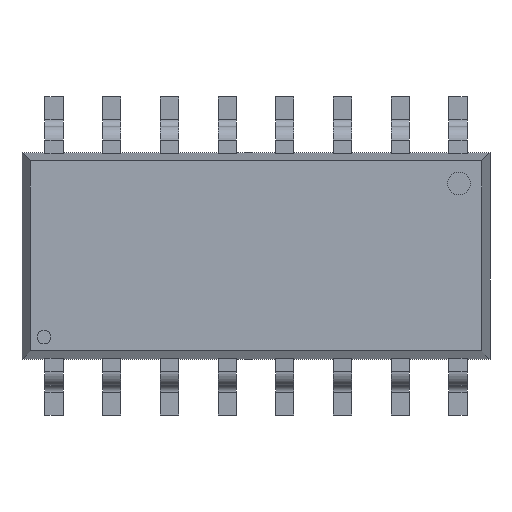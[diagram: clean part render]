
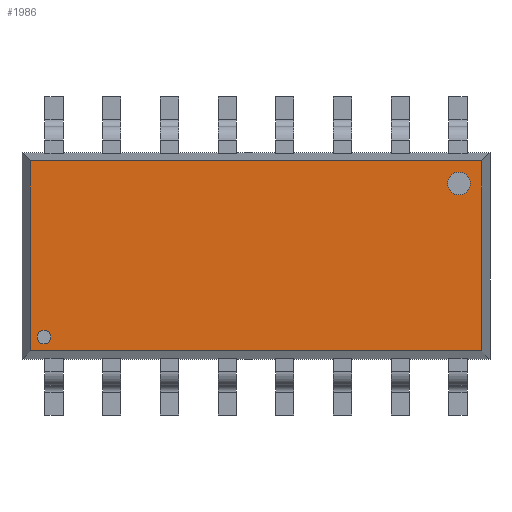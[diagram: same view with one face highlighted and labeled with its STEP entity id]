
A CAD part, top view. The second image highlights one B-rep face of the part: STEP entity #1986.
In plain terms, the highlighted planar face has unit normal (0, 0, 1).
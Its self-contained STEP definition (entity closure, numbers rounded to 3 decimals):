
#469 = DIRECTION ( 'NONE',  ( 1., 0., 0. ) ) ;
#544 = VERTEX_POINT ( 'NONE', #4332 ) ;
#660 = ORIENTED_EDGE ( 'NONE', *, *, #2627, .T. ) ;
#953 = DIRECTION ( 'NONE',  ( 0., -1., 0. ) ) ;
#1053 = EDGE_CURVE ( 'NONE', #2586, #4067, #3376, .T. ) ;
#1272 = EDGE_LOOP ( 'NONE', ( #7227, #2392, #9140, #660 ) ) ;
#1295 = DIRECTION ( 'NONE',  ( 0., 0., 1. ) ) ;
#1325 = CARTESIAN_POINT ( 'NONE',  ( -4.965, -2.09, 2.2 ) ) ;
#1456 = CARTESIAN_POINT ( 'NONE',  ( 4.965, 2.09, 2.2 ) ) ;
#1522 = CARTESIAN_POINT ( 'NONE',  ( -5.15, -2.09, 2.2 ) ) ;
#1533 = VECTOR ( 'NONE', #7119, 1000. ) ;
#1596 = CARTESIAN_POINT ( 'NONE',  ( 4.215, 1.59, 2.2 ) ) ;
#1759 = VERTEX_POINT ( 'NONE', #1325 ) ;
#1949 = CARTESIAN_POINT ( 'NONE',  ( 4.715, 1.59, 2.2 ) ) ;
#1986 = ADVANCED_FACE ( 'NONE', ( #3094, #9608, #9336 ), #2014, .T. ) ;
#2014 = PLANE ( 'NONE',  #4110 ) ;
#2392 = ORIENTED_EDGE ( 'NONE', *, *, #1053, .T. ) ;
#2510 = CARTESIAN_POINT ( 'NONE',  ( -4.965, 2.09, 2.2 ) ) ;
#2586 = VERTEX_POINT ( 'NONE', #7902 ) ;
#2627 = EDGE_CURVE ( 'NONE', #5439, #1759, #9048, .T. ) ;
#2757 = EDGE_CURVE ( 'NONE', #4165, #8223, #8402, .T. ) ;
#2957 = AXIS2_PLACEMENT_3D ( 'NONE', #6144, #1295, #6940 ) ;
#3094 = FACE_BOUND ( 'NONE', #4679, .T. ) ;
#3309 = EDGE_CURVE ( 'NONE', #4124, #544, #8966, .T. ) ;
#3371 = CIRCLE ( 'NONE', #2957, 0.15 ) ;
#3376 = LINE ( 'NONE', #8431, #7425 ) ;
#3494 = DIRECTION ( 'NONE',  ( 0., 0., 1. ) ) ;
#3540 = CARTESIAN_POINT ( 'NONE',  ( 4.465, 1.59, 2.2 ) ) ;
#4067 = VERTEX_POINT ( 'NONE', #1456 ) ;
#4110 = AXIS2_PLACEMENT_3D ( 'NONE', #9330, #4453, #10171 ) ;
#4124 = VERTEX_POINT ( 'NONE', #5562 ) ;
#4165 = VERTEX_POINT ( 'NONE', #1596 ) ;
#4332 = CARTESIAN_POINT ( 'NONE',  ( -4.815, -1.79, 2.2 ) ) ;
#4336 = VECTOR ( 'NONE', #5615, 1000. ) ;
#4349 = DIRECTION ( 'NONE',  ( 1., 0., 0. ) ) ;
#4453 = DIRECTION ( 'NONE',  ( 0., 0., 1. ) ) ;
#4488 = EDGE_CURVE ( 'NONE', #1759, #2586, #7732, .T. ) ;
#4679 = EDGE_LOOP ( 'NONE', ( #5094, #8863 ) ) ;
#5094 = ORIENTED_EDGE ( 'NONE', *, *, #3309, .F. ) ;
#5202 = EDGE_CURVE ( 'NONE', #544, #4124, #3371, .T. ) ;
#5346 = DIRECTION ( 'NONE',  ( 0., 0., 1. ) ) ;
#5382 = ORIENTED_EDGE ( 'NONE', *, *, #8172, .F. ) ;
#5439 = VERTEX_POINT ( 'NONE', #2510 ) ;
#5490 = CIRCLE ( 'NONE', #8300, 0.25 ) ;
#5531 = EDGE_LOOP ( 'NONE', ( #5382, #9842 ) ) ;
#5562 = CARTESIAN_POINT ( 'NONE',  ( -4.515, -1.79, 2.2 ) ) ;
#5615 = DIRECTION ( 'NONE',  ( -1., 0., 0. ) ) ;
#5822 = CARTESIAN_POINT ( 'NONE',  ( -4.965, -2.09, 2.2 ) ) ;
#6110 = VECTOR ( 'NONE', #953, 1000. ) ;
#6144 = CARTESIAN_POINT ( 'NONE',  ( -4.665, -1.79, 2.2 ) ) ;
#6764 = AXIS2_PLACEMENT_3D ( 'NONE', #10252, #5346, #469 ) ;
#6940 = DIRECTION ( 'NONE',  ( 1., 0., 0. ) ) ;
#7119 = DIRECTION ( 'NONE',  ( 1., 0., 0. ) ) ;
#7227 = ORIENTED_EDGE ( 'NONE', *, *, #4488, .T. ) ;
#7425 = VECTOR ( 'NONE', #8506, 1000. ) ;
#7732 = LINE ( 'NONE', #1522, #1533 ) ;
#7902 = CARTESIAN_POINT ( 'NONE',  ( 4.965, -2.09, 2.2 ) ) ;
#7942 = EDGE_CURVE ( 'NONE', #4067, #5439, #8689, .T. ) ;
#8172 = EDGE_CURVE ( 'NONE', #8223, #4165, #5490, .T. ) ;
#8223 = VERTEX_POINT ( 'NONE', #1949 ) ;
#8300 = AXIS2_PLACEMENT_3D ( 'NONE', #8369, #3494, #9190 ) ;
#8369 = CARTESIAN_POINT ( 'NONE',  ( 4.465, 1.59, 2.2 ) ) ;
#8402 = CIRCLE ( 'NONE', #9496, 0.25 ) ;
#8431 = CARTESIAN_POINT ( 'NONE',  ( 4.965, 2.275, 2.2 ) ) ;
#8506 = DIRECTION ( 'NONE',  ( 0., 1., 0. ) ) ;
#8689 = LINE ( 'NONE', #8845, #4336 ) ;
#8845 = CARTESIAN_POINT ( 'NONE',  ( -5.15, 2.09, 2.2 ) ) ;
#8863 = ORIENTED_EDGE ( 'NONE', *, *, #5202, .F. ) ;
#8966 = CIRCLE ( 'NONE', #6764, 0.15 ) ;
#9048 = LINE ( 'NONE', #5822, #6110 ) ;
#9140 = ORIENTED_EDGE ( 'NONE', *, *, #7942, .T. ) ;
#9190 = DIRECTION ( 'NONE',  ( 1., 0., 0. ) ) ;
#9235 = DIRECTION ( 'NONE',  ( 0., 0., 1. ) ) ;
#9330 = CARTESIAN_POINT ( 'NONE',  ( -5.15, 2.275, 2.2 ) ) ;
#9336 = FACE_OUTER_BOUND ( 'NONE', #1272, .T. ) ;
#9496 = AXIS2_PLACEMENT_3D ( 'NONE', #3540, #9235, #4349 ) ;
#9608 = FACE_BOUND ( 'NONE', #5531, .T. ) ;
#9842 = ORIENTED_EDGE ( 'NONE', *, *, #2757, .F. ) ;
#10171 = DIRECTION ( 'NONE',  ( 0., -1., 0. ) ) ;
#10252 = CARTESIAN_POINT ( 'NONE',  ( -4.665, -1.79, 2.2 ) ) ;
